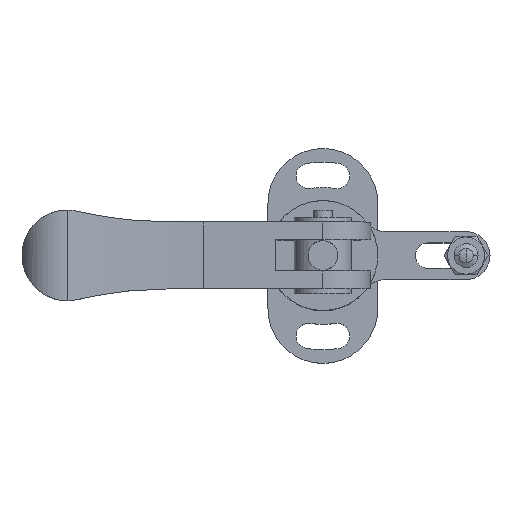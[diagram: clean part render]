
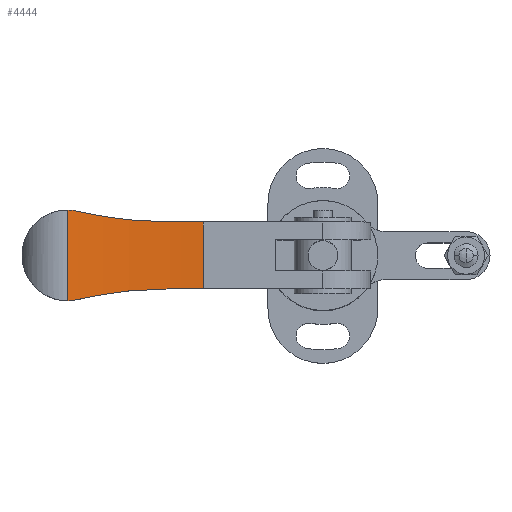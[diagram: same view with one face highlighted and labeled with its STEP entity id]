
A CAD part, top view. The second image highlights one B-rep face of the part: STEP entity #4444.
In plain terms, the highlighted cylindrical face has radius 156.511 mm (diameter 313.023 mm), a partial arc.
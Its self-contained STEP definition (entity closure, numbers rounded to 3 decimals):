
#69 = ORIENTED_EDGE ( 'NONE', *, *, #6462, .T. ) ;
#125 = CARTESIAN_POINT ( 'NONE',  ( 25., 7., 9. ) ) ;
#143 = ORIENTED_EDGE ( 'NONE', *, *, #3110, .T. ) ;
#206 = CARTESIAN_POINT ( 'NONE',  ( 32., -7., 9.157 ) ) ;
#367 = ORIENTED_EDGE ( 'NONE', *, *, #800, .F. ) ;
#371 = DIRECTION ( 'NONE',  ( 0., -1., 0. ) ) ;
#373 = CARTESIAN_POINT ( 'NONE',  ( 35.285, 7., 9.304 ) ) ;
#397 = CARTESIAN_POINT ( 'NONE',  ( 51.32, -9.247, 11.229 ) ) ;
#402 = DIRECTION ( 'NONE',  ( 0., 1., 0. ) ) ;
#404 = B_SPLINE_CURVE_WITH_KNOTS ( 'NONE', 3,
 ( #763, #5253, #2727, #2796 ),
 .UNSPECIFIED., .F., .F.,
 ( 4, 4 ),
 ( 0., 0.002 ),
 .UNSPECIFIED. ) ;
#412 = DIRECTION ( 'NONE',  ( 1., 0., 0. ) ) ;
#763 = CARTESIAN_POINT ( 'NONE',  ( 51.32, 9.247, 11.229 ) ) ;
#800 = EDGE_CURVE ( 'NONE', #5601, #3333, #3182, .T. ) ;
#898 = LINE ( 'NONE', #2933, #5407 ) ;
#1009 = CARTESIAN_POINT ( 'NONE',  ( 51.32, 9.247, 11.229 ) ) ;
#1014 = VERTEX_POINT ( 'NONE', #4405 ) ;
#1036 = CARTESIAN_POINT ( 'NONE',  ( 53.455, -9.5, 11.608 ) ) ;
#1064 = CARTESIAN_POINT ( 'NONE',  ( 52.023, -9.412, 11.349 ) ) ;
#1163 = CARTESIAN_POINT ( 'NONE',  ( 51.32, -9.247, 11.229 ) ) ;
#1286 = AXIS2_PLACEMENT_3D ( 'NONE', #2861, #371, #1369 ) ;
#1364 = CARTESIAN_POINT ( 'NONE',  ( 48.164, -8.502, 10.691 ) ) ;
#1369 = DIRECTION ( 'NONE',  ( 1., 0., 0. ) ) ;
#1567 = CARTESIAN_POINT ( 'NONE',  ( 52.735, -9.496, 11.475 ) ) ;
#1736 = ORIENTED_EDGE ( 'NONE', *, *, #4028, .F. ) ;
#1846 = B_SPLINE_CURVE_WITH_KNOTS ( 'NONE', 3,
 ( #6531, #1064, #1567, #1036 ),
 .UNSPECIFIED., .F., .F.,
 ( 4, 4 ),
 ( 0., 0.002 ),
 .UNSPECIFIED. ) ;
#1988 = B_SPLINE_CURVE_WITH_KNOTS ( 'NONE', 3,
 ( #206, #2229, #6273, #4381, #1364, #397 ),
 .UNSPECIFIED., .F., .F.,
 ( 4, 2, 4 ),
 ( 0., 0.01, 0.02 ),
 .UNSPECIFIED. ) ;
#1996 = EDGE_CURVE ( 'NONE', #4742, #3121, #3582, .T. ) ;
#2048 = AXIS2_PLACEMENT_3D ( 'NONE', #2959, #2856, #4882 ) ;
#2229 = CARTESIAN_POINT ( 'NONE',  ( 35.285, -7., 9.304 ) ) ;
#2317 = DIRECTION ( 'NONE',  ( 0., -1., 0. ) ) ;
#2706 = EDGE_CURVE ( 'NONE', #3121, #1014, #404, .T. ) ;
#2727 = CARTESIAN_POINT ( 'NONE',  ( 52.735, 9.496, 11.475 ) ) ;
#2796 = CARTESIAN_POINT ( 'NONE',  ( 53.455, 9.5, 11.608 ) ) ;
#2856 = DIRECTION ( 'NONE',  ( 0., 1., 0. ) ) ;
#2861 = CARTESIAN_POINT ( 'NONE',  ( 25., 7., 165.511 ) ) ;
#2933 = CARTESIAN_POINT ( 'NONE',  ( 53.455, -9.5, 11.608 ) ) ;
#2944 = ORIENTED_EDGE ( 'NONE', *, *, #2706, .F. ) ;
#2959 = CARTESIAN_POINT ( 'NONE',  ( 25., -9.5, 165.511 ) ) ;
#2996 = CARTESIAN_POINT ( 'NONE',  ( 25., -7., 9. ) ) ;
#3074 = ORIENTED_EDGE ( 'NONE', *, *, #4362, .T. ) ;
#3094 = VERTEX_POINT ( 'NONE', #4623 ) ;
#3110 = EDGE_CURVE ( 'NONE', #4236, #3094, #1846, .T. ) ;
#3121 = VERTEX_POINT ( 'NONE', #4059 ) ;
#3182 = LINE ( 'NONE', #3748, #3720 ) ;
#3209 = AXIS2_PLACEMENT_3D ( 'NONE', #5453, #2317, #412 ) ;
#3267 = CARTESIAN_POINT ( 'NONE',  ( 32., -7., 9.157 ) ) ;
#3305 = CIRCLE ( 'NONE', #1286, 156.511 ) ;
#3333 = VERTEX_POINT ( 'NONE', #125 ) ;
#3582 = B_SPLINE_CURVE_WITH_KNOTS ( 'NONE', 3,
 ( #5909, #373, #4522, #5974, #3993, #1009 ),
 .UNSPECIFIED., .F., .F.,
 ( 4, 2, 4 ),
 ( 0., 0.01, 0.02 ),
 .UNSPECIFIED. ) ;
#3720 = VECTOR ( 'NONE', #6300, 1000. ) ;
#3748 = CARTESIAN_POINT ( 'NONE',  ( 25., -9.5, 9. ) ) ;
#3993 = CARTESIAN_POINT ( 'NONE',  ( 48.164, 8.502, 10.691 ) ) ;
#4028 = EDGE_CURVE ( 'NONE', #3333, #4742, #3305, .T. ) ;
#4059 = CARTESIAN_POINT ( 'NONE',  ( 51.32, 9.247, 11.229 ) ) ;
#4131 = EDGE_CURVE ( 'NONE', #3094, #1014, #898, .T. ) ;
#4236 = VERTEX_POINT ( 'NONE', #1163 ) ;
#4342 = CYLINDRICAL_SURFACE ( 'NONE', #2048, 156.511 ) ;
#4362 = EDGE_CURVE ( 'NONE', #5630, #4236, #1988, .T. ) ;
#4381 = CARTESIAN_POINT ( 'NONE',  ( 44.976, -7.943, 10.246 ) ) ;
#4405 = CARTESIAN_POINT ( 'NONE',  ( 53.455, 9.5, 11.608 ) ) ;
#4444 = ADVANCED_FACE ( 'NONE', ( #5374 ), #4342, .F. ) ;
#4522 = CARTESIAN_POINT ( 'NONE',  ( 38.536, 7.192, 9.553 ) ) ;
#4623 = CARTESIAN_POINT ( 'NONE',  ( 53.455, -9.5, 11.608 ) ) ;
#4742 = VERTEX_POINT ( 'NONE', #6358 ) ;
#4803 = ORIENTED_EDGE ( 'NONE', *, *, #4131, .T. ) ;
#4882 = DIRECTION ( 'NONE',  ( 1., 0., 0. ) ) ;
#5253 = CARTESIAN_POINT ( 'NONE',  ( 52.023, 9.412, 11.349 ) ) ;
#5374 = FACE_OUTER_BOUND ( 'NONE', #6357, .T. ) ;
#5407 = VECTOR ( 'NONE', #402, 1000. ) ;
#5453 = CARTESIAN_POINT ( 'NONE',  ( 25., -7., 165.511 ) ) ;
#5601 = VERTEX_POINT ( 'NONE', #2996 ) ;
#5630 = VERTEX_POINT ( 'NONE', #3267 ) ;
#5909 = CARTESIAN_POINT ( 'NONE',  ( 32., 7., 9.157 ) ) ;
#5974 = CARTESIAN_POINT ( 'NONE',  ( 44.976, 7.943, 10.246 ) ) ;
#6041 = ORIENTED_EDGE ( 'NONE', *, *, #1996, .F. ) ;
#6273 = CARTESIAN_POINT ( 'NONE',  ( 38.536, -7.192, 9.553 ) ) ;
#6300 = DIRECTION ( 'NONE',  ( 0., 1., 0. ) ) ;
#6357 = EDGE_LOOP ( 'NONE', ( #2944, #6041, #1736, #367, #69, #3074, #143, #4803 ) ) ;
#6358 = CARTESIAN_POINT ( 'NONE',  ( 32., 7., 9.157 ) ) ;
#6371 = CIRCLE ( 'NONE', #3209, 156.511 ) ;
#6462 = EDGE_CURVE ( 'NONE', #5601, #5630, #6371, .T. ) ;
#6531 = CARTESIAN_POINT ( 'NONE',  ( 51.32, -9.247, 11.229 ) ) ;
